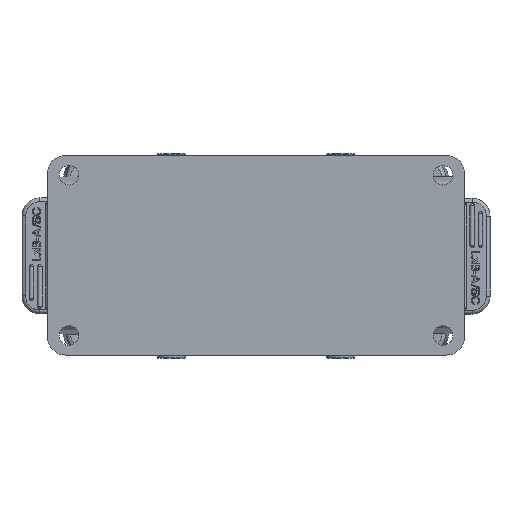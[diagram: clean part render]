
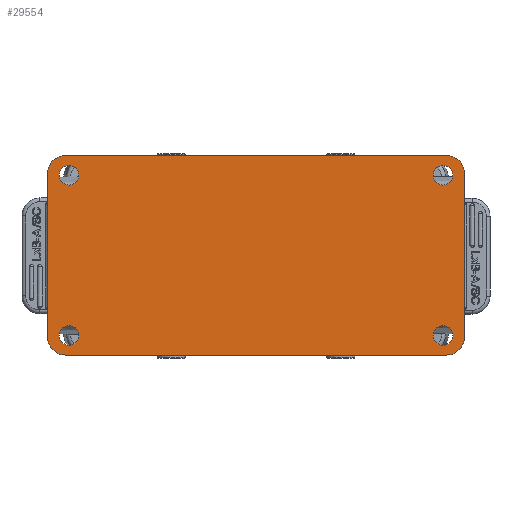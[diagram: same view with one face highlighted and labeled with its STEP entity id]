
A CAD part, front view. The second image highlights one B-rep face of the part: STEP entity #29554.
In plain terms, the highlighted planar face has unit normal (0, -1, 0).
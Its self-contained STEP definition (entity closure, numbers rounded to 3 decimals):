
#2728=DIRECTION('',(0.,0.,-1.));
#2729=VECTOR('',#2728,46.);
#2730=CARTESIAN_POINT('',(118.,0.,
23.18));
#2731=LINE('',#2730,#2729);
#2732=CARTESIAN_POINT('',(113.,0.,
-22.82));
#2733=DIRECTION('',(0.,1.,0.));
#2734=DIRECTION('',(1.,0.,0.));
#2735=AXIS2_PLACEMENT_3D('',#2732,#2733,#2734);
#2737=CARTESIAN_POINT('',(6.,0.,
-22.82));
#2738=DIRECTION('',(0.,1.,0.));
#2739=DIRECTION('',(0.,0.,-1.));
#2740=AXIS2_PLACEMENT_3D('',#2737,#2738,#2739);
#2742=DIRECTION('',(0.,0.,1.));
#2743=VECTOR('',#2742,46.);
#2744=CARTESIAN_POINT('',(1.,0.,
-22.82));
#2745=LINE('',#2744,#2743);
#2746=CARTESIAN_POINT('',(6.,0.,
23.18));
#2747=DIRECTION('',(0.,1.,0.));
#2748=DIRECTION('',(-1.,0.,0.));
#2749=AXIS2_PLACEMENT_3D('',#2746,#2747,#2748);
#2751=DIRECTION('',(1.,0.,0.));
#2752=VECTOR('',#2751,107.);
#2753=CARTESIAN_POINT('',(6.,0.,
28.18));
#2754=LINE('',#2753,#2752);
#2755=CARTESIAN_POINT('',(113.,0.,
23.18));
#2756=DIRECTION('',(0.,1.,0.));
#2757=DIRECTION('',(0.,0.,1.));
#2758=AXIS2_PLACEMENT_3D('',#2755,#2756,#2757);
#2760=CARTESIAN_POINT('',(7.,0.,
22.68));
#2761=DIRECTION('',(0.,-1.,0.));
#2762=DIRECTION('',(0.,0.,1.));
#2763=AXIS2_PLACEMENT_3D('',#2760,#2761,#2762);
#2765=CARTESIAN_POINT('',(7.,0.,
22.68));
#2766=DIRECTION('',(0.,-1.,0.));
#2767=DIRECTION('',(0.,0.,-1.));
#2768=AXIS2_PLACEMENT_3D('',#2765,#2766,#2767);
#2770=CARTESIAN_POINT('',(7.,0.,
-22.32));
#2771=DIRECTION('',(0.,-1.,0.));
#2772=DIRECTION('',(0.,0.,1.));
#2773=AXIS2_PLACEMENT_3D('',#2770,#2771,#2772);
#2775=CARTESIAN_POINT('',(7.,0.,
-22.32));
#2776=DIRECTION('',(0.,-1.,0.));
#2777=DIRECTION('',(0.,0.,-1.));
#2778=AXIS2_PLACEMENT_3D('',#2775,#2776,#2777);
#2780=CARTESIAN_POINT('',(112.,0.,
-22.32));
#2781=DIRECTION('',(0.,-1.,0.));
#2782=DIRECTION('',(0.,0.,1.));
#2783=AXIS2_PLACEMENT_3D('',#2780,#2781,#2782);
#2785=CARTESIAN_POINT('',(112.,0.,
-22.32));
#2786=DIRECTION('',(0.,-1.,0.));
#2787=DIRECTION('',(0.,0.,-1.));
#2788=AXIS2_PLACEMENT_3D('',#2785,#2786,#2787);
#2790=CARTESIAN_POINT('',(112.,0.,
22.68));
#2791=DIRECTION('',(0.,-1.,0.));
#2792=DIRECTION('',(0.,0.,1.));
#2793=AXIS2_PLACEMENT_3D('',#2790,#2791,#2792);
#2795=CARTESIAN_POINT('',(112.,0.,
22.68));
#2796=DIRECTION('',(0.,-1.,0.));
#2797=DIRECTION('',(0.,0.,-1.));
#2798=AXIS2_PLACEMENT_3D('',#2795,#2796,#2797);
#16730=DIRECTION('',(1.,0.,0.));
#16731=VECTOR('',#16730,107.);
#16732=CARTESIAN_POINT('',(6.,0.,
-27.82));
#16733=LINE('',#16732,#16731);
#20858=CARTESIAN_POINT('',(118.,0.,
23.18));
#20860=VERTEX_POINT('',#20858);
#20883=CARTESIAN_POINT('',(118.,0.,
-22.82));
#20884=VERTEX_POINT('',#20883);
#20889=CARTESIAN_POINT('',(113.,0.,
28.18));
#20891=VERTEX_POINT('',#20889);
#20895=CARTESIAN_POINT('',(6.,0.,
28.18));
#20896=VERTEX_POINT('',#20895);
#20931=CARTESIAN_POINT('',(112.,0.,
25.43));
#20932=CARTESIAN_POINT('',(112.,0.,
19.93));
#20933=VERTEX_POINT('',#20931);
#20934=VERTEX_POINT('',#20932);
#20935=CARTESIAN_POINT('',(113.,0.,
-27.82));
#20936=VERTEX_POINT('',#20935);
#20937=CARTESIAN_POINT('',(6.,0.,
-27.82));
#20938=VERTEX_POINT('',#20937);
#20939=CARTESIAN_POINT('',(1.,0.,
-22.82));
#20940=VERTEX_POINT('',#20939);
#20941=CARTESIAN_POINT('',(1.,0.,
23.18));
#20942=VERTEX_POINT('',#20941);
#20943=CARTESIAN_POINT('',(7.,0.,
25.43));
#20944=CARTESIAN_POINT('',(7.,0.,
19.93));
#20945=VERTEX_POINT('',#20943);
#20946=VERTEX_POINT('',#20944);
#20947=CARTESIAN_POINT('',(7.,0.,
-19.57));
#20948=CARTESIAN_POINT('',(7.,0.,
-25.07));
#20949=VERTEX_POINT('',#20947);
#20950=VERTEX_POINT('',#20948);
#20951=CARTESIAN_POINT('',(112.,0.,
-19.57));
#20952=CARTESIAN_POINT('',(112.,0.,
-25.07));
#20953=VERTEX_POINT('',#20951);
#20954=VERTEX_POINT('',#20952);
#29511=CARTESIAN_POINT('',(59.5,0.,
0.18));
#29512=DIRECTION('',(0.,1.,0.));
#29513=DIRECTION('',(0.,0.,1.));
#29514=AXIS2_PLACEMENT_3D('',#29511,#29512,#29513);
#29515=PLANE('',#29514);
#29516=ORIENTED_EDGE('',*,*,#28633,.T.);
#29518=ORIENTED_EDGE('',*,*,#29517,.T.);
#29520=ORIENTED_EDGE('',*,*,#29519,.F.);
#29522=ORIENTED_EDGE('',*,*,#29521,.T.);
#29524=ORIENTED_EDGE('',*,*,#29523,.T.);
#29526=ORIENTED_EDGE('',*,*,#29525,.T.);
#29527=ORIENTED_EDGE('',*,*,#28667,.T.);
#29528=ORIENTED_EDGE('',*,*,#28654,.T.);
#29529=EDGE_LOOP('',(#29516,#29518,#29520,#29522,#29524,#29526,#29527,#29528));
#29530=FACE_OUTER_BOUND('',#29529,.F.);
#29532=ORIENTED_EDGE('',*,*,#29531,.T.);
#29534=ORIENTED_EDGE('',*,*,#29533,.T.);
#29535=EDGE_LOOP('',(#29532,#29534));
#29536=FACE_BOUND('',#29535,.F.);
#29538=ORIENTED_EDGE('',*,*,#29537,.T.);
#29540=ORIENTED_EDGE('',*,*,#29539,.T.);
#29541=EDGE_LOOP('',(#29538,#29540));
#29542=FACE_BOUND('',#29541,.F.);
#29544=ORIENTED_EDGE('',*,*,#29543,.T.);
#29546=ORIENTED_EDGE('',*,*,#29545,.T.);
#29547=EDGE_LOOP('',(#29544,#29546));
#29548=FACE_BOUND('',#29547,.F.);
#29549=ORIENTED_EDGE('',*,*,#29501,.T.);
#29551=ORIENTED_EDGE('',*,*,#29550,.T.);
#29552=EDGE_LOOP('',(#29549,#29551));
#29553=FACE_BOUND('',#29552,.F.);
#2736=CIRCLE('',#2735,5.);
#2741=CIRCLE('',#2740,5.);
#2750=CIRCLE('',#2749,5.);
#2759=CIRCLE('',#2758,5.);
#2764=CIRCLE('',#2763,2.75);
#2769=CIRCLE('',#2768,2.75);
#2774=CIRCLE('',#2773,2.75);
#2779=CIRCLE('',#2778,2.75);
#2784=CIRCLE('',#2783,2.75);
#2789=CIRCLE('',#2788,2.75);
#2794=CIRCLE('',#2793,2.75);
#2799=CIRCLE('',#2798,2.75);
#28633=EDGE_CURVE('',#20860,#20884,#2731,.T.);
#28654=EDGE_CURVE('',#20891,#20860,#2759,.T.);
#28667=EDGE_CURVE('',#20896,#20891,#2754,.T.);
#29501=EDGE_CURVE('',#20933,#20934,#2794,.T.);
#29517=EDGE_CURVE('',#20884,#20936,#2736,.T.);
#29519=EDGE_CURVE('',#20938,#20936,#16733,.T.);
#29521=EDGE_CURVE('',#20938,#20940,#2741,.T.);
#29523=EDGE_CURVE('',#20940,#20942,#2745,.T.);
#29525=EDGE_CURVE('',#20942,#20896,#2750,.T.);
#29531=EDGE_CURVE('',#20945,#20946,#2764,.T.);
#29533=EDGE_CURVE('',#20946,#20945,#2769,.T.);
#29537=EDGE_CURVE('',#20949,#20950,#2774,.T.);
#29539=EDGE_CURVE('',#20950,#20949,#2779,.T.);
#29543=EDGE_CURVE('',#20953,#20954,#2784,.T.);
#29545=EDGE_CURVE('',#20954,#20953,#2789,.T.);
#29550=EDGE_CURVE('',#20934,#20933,#2799,.T.);
#29554=ADVANCED_FACE('',(#29530,#29536,#29542,#29548,#29553),#29515,.F.);
